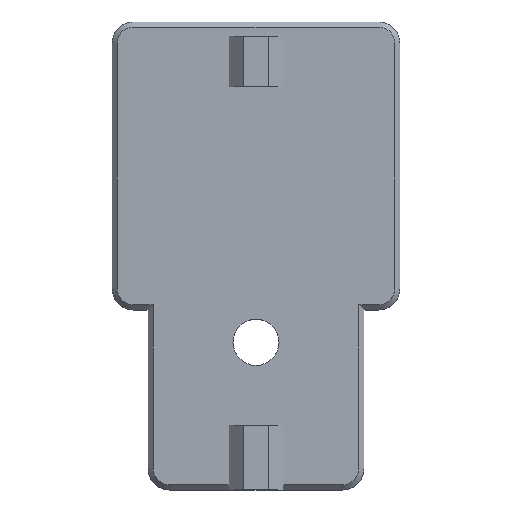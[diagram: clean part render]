
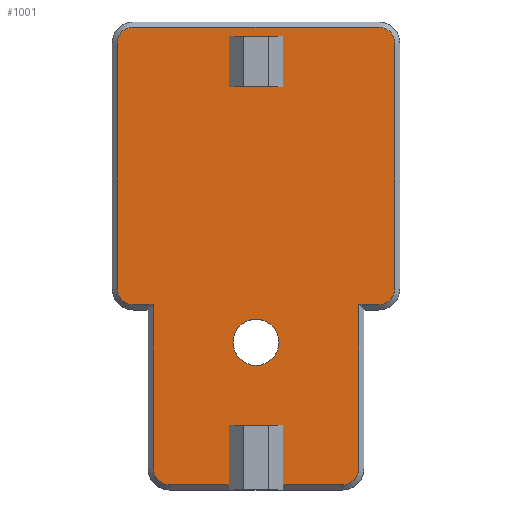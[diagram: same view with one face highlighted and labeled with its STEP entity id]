
A CAD part, top view. The second image highlights one B-rep face of the part: STEP entity #1001.
In plain terms, the highlighted planar face has unit normal (0, 0, 1).
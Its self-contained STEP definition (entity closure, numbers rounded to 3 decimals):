
#28=FACE_BOUND('',#147,.T.);
#29=FACE_BOUND('',#148,.T.);
#44=PLANE('',#1079);
#85=FACE_OUTER_BOUND('',#146,.T.);
#146=EDGE_LOOP('',(#754,#755,#756,#757,#758,#759,#760,#761,#762,#763,#764,
#765,#766,#767,#768,#769,#770,#771));
#147=EDGE_LOOP('',(#772));
#148=EDGE_LOOP('',(#773,#774,#775,#776));
#199=LINE('',#1466,#315);
#207=LINE('',#1484,#323);
#212=LINE('',#1492,#328);
#216=LINE('',#1500,#332);
#222=LINE('',#1514,#338);
#227=LINE('',#1523,#343);
#230=LINE('',#1529,#346);
#234=LINE('',#1537,#350);
#235=LINE('',#1539,#351);
#236=LINE('',#1543,#352);
#237=LINE('',#1545,#353);
#238=LINE('',#1549,#354);
#239=LINE('',#1553,#355);
#240=LINE('',#1557,#356);
#241=LINE('',#1561,#357);
#242=LINE('',#1563,#358);
#315=VECTOR('',#1167,1000.);
#323=VECTOR('',#1179,1000.);
#328=VECTOR('',#1186,1000.);
#332=VECTOR('',#1194,1000.);
#338=VECTOR('',#1206,1000.);
#343=VECTOR('',#1215,1000.);
#346=VECTOR('',#1220,1000.);
#350=VECTOR('',#1228,1000.);
#351=VECTOR('',#1229,1000.);
#352=VECTOR('',#1232,1000.);
#353=VECTOR('',#1233,1000.);
#354=VECTOR('',#1236,1000.);
#355=VECTOR('',#1239,1000.);
#356=VECTOR('',#1242,1000.);
#357=VECTOR('',#1245,1000.);
#358=VECTOR('',#1246,1000.);
#428=CIRCLE('',#1063,3.2);
#431=CIRCLE('',#1080,2.3);
#432=CIRCLE('',#1081,2.3);
#433=CIRCLE('',#1082,2.3);
#434=CIRCLE('',#1083,2.3);
#435=CIRCLE('',#1084,2.3);
#436=CIRCLE('',#1085,2.3);
#457=VERTEX_POINT('',#1452);
#462=VERTEX_POINT('',#1463);
#463=VERTEX_POINT('',#1465);
#470=VERTEX_POINT('',#1481);
#471=VERTEX_POINT('',#1483);
#479=VERTEX_POINT('',#1511);
#480=VERTEX_POINT('',#1513);
#482=VERTEX_POINT('',#1522);
#484=VERTEX_POINT('',#1528);
#486=VERTEX_POINT('',#1536);
#487=VERTEX_POINT('',#1538);
#488=VERTEX_POINT('',#1540);
#489=VERTEX_POINT('',#1542);
#490=VERTEX_POINT('',#1544);
#491=VERTEX_POINT('',#1546);
#492=VERTEX_POINT('',#1548);
#493=VERTEX_POINT('',#1550);
#494=VERTEX_POINT('',#1552);
#495=VERTEX_POINT('',#1554);
#496=VERTEX_POINT('',#1556);
#497=VERTEX_POINT('',#1558);
#498=VERTEX_POINT('',#1560);
#499=VERTEX_POINT('',#1562);
#544=EDGE_CURVE('',#457,#457,#428,.T.);
#550=EDGE_CURVE('',#463,#462,#199,.T.);
#558=EDGE_CURVE('',#471,#470,#207,.T.);
#563=EDGE_CURVE('',#462,#471,#212,.T.);
#567=EDGE_CURVE('',#470,#463,#216,.T.);
#573=EDGE_CURVE('',#480,#479,#222,.T.);
#578=EDGE_CURVE('',#482,#480,#227,.T.);
#581=EDGE_CURVE('',#484,#482,#230,.T.);
#585=EDGE_CURVE('',#484,#486,#234,.T.);
#586=EDGE_CURVE('',#487,#479,#235,.T.);
#587=EDGE_CURVE('',#488,#487,#431,.T.);
#588=EDGE_CURVE('',#489,#488,#236,.T.);
#589=EDGE_CURVE('',#490,#489,#237,.T.);
#590=EDGE_CURVE('',#491,#490,#432,.T.);
#591=EDGE_CURVE('',#492,#491,#238,.T.);
#592=EDGE_CURVE('',#493,#492,#433,.T.);
#593=EDGE_CURVE('',#494,#493,#239,.T.);
#594=EDGE_CURVE('',#495,#494,#434,.T.);
#595=EDGE_CURVE('',#496,#495,#240,.T.);
#596=EDGE_CURVE('',#497,#496,#435,.T.);
#597=EDGE_CURVE('',#498,#497,#241,.T.);
#598=EDGE_CURVE('',#499,#498,#242,.T.);
#599=EDGE_CURVE('',#486,#499,#436,.T.);
#754=ORIENTED_EDGE('',*,*,#585,.F.);
#755=ORIENTED_EDGE('',*,*,#581,.T.);
#756=ORIENTED_EDGE('',*,*,#578,.T.);
#757=ORIENTED_EDGE('',*,*,#573,.T.);
#758=ORIENTED_EDGE('',*,*,#586,.F.);
#759=ORIENTED_EDGE('',*,*,#587,.F.);
#760=ORIENTED_EDGE('',*,*,#588,.F.);
#761=ORIENTED_EDGE('',*,*,#589,.F.);
#762=ORIENTED_EDGE('',*,*,#590,.F.);
#763=ORIENTED_EDGE('',*,*,#591,.F.);
#764=ORIENTED_EDGE('',*,*,#592,.F.);
#765=ORIENTED_EDGE('',*,*,#593,.F.);
#766=ORIENTED_EDGE('',*,*,#594,.F.);
#767=ORIENTED_EDGE('',*,*,#595,.F.);
#768=ORIENTED_EDGE('',*,*,#596,.F.);
#769=ORIENTED_EDGE('',*,*,#597,.F.);
#770=ORIENTED_EDGE('',*,*,#598,.F.);
#771=ORIENTED_EDGE('',*,*,#599,.F.);
#772=ORIENTED_EDGE('',*,*,#544,.T.);
#773=ORIENTED_EDGE('',*,*,#563,.T.);
#774=ORIENTED_EDGE('',*,*,#558,.T.);
#775=ORIENTED_EDGE('',*,*,#567,.T.);
#776=ORIENTED_EDGE('',*,*,#550,.T.);
#1001=ADVANCED_FACE('',(#85,#28,#29),#44,.F.);
#1063=AXIS2_PLACEMENT_3D('',#1453,#1156,#1157);
#1079=AXIS2_PLACEMENT_3D('',#1535,#1226,#1227);
#1080=AXIS2_PLACEMENT_3D('',#1541,#1230,#1231);
#1081=AXIS2_PLACEMENT_3D('',#1547,#1234,#1235);
#1082=AXIS2_PLACEMENT_3D('',#1551,#1237,#1238);
#1083=AXIS2_PLACEMENT_3D('',#1555,#1240,#1241);
#1084=AXIS2_PLACEMENT_3D('',#1559,#1243,#1244);
#1085=AXIS2_PLACEMENT_3D('',#1564,#1247,#1248);
#1156=DIRECTION('center_axis',(0.,0.,-1.));
#1157=DIRECTION('ref_axis',(-1.,0.,0.));
#1167=DIRECTION('',(0.,1.,0.));
#1179=DIRECTION('',(0.,-1.,0.));
#1186=DIRECTION('',(1.,0.,0.));
#1194=DIRECTION('',(-1.,0.,0.));
#1206=DIRECTION('',(0.,-1.,0.));
#1215=DIRECTION('',(1.,0.,0.));
#1220=DIRECTION('',(0.,1.,0.));
#1226=DIRECTION('center_axis',(0.,0.,-1.));
#1227=DIRECTION('ref_axis',(1.,0.,0.));
#1228=DIRECTION('',(-1.,0.,0.));
#1229=DIRECTION('',(-1.,0.,0.));
#1230=DIRECTION('center_axis',(0.,0.,-1.));
#1231=DIRECTION('ref_axis',(0.707,-0.707,0.));
#1232=DIRECTION('',(0.,-1.,0.));
#1233=DIRECTION('',(-1.,0.,0.));
#1234=DIRECTION('center_axis',(0.,0.,-1.));
#1235=DIRECTION('ref_axis',(0.707,-0.707,0.));
#1236=DIRECTION('',(0.,-1.,0.));
#1237=DIRECTION('center_axis',(0.,0.,-1.));
#1238=DIRECTION('ref_axis',(0.707,0.707,0.));
#1239=DIRECTION('',(1.,0.,0.));
#1240=DIRECTION('center_axis',(0.,0.,-1.));
#1241=DIRECTION('ref_axis',(-0.707,0.707,0.));
#1242=DIRECTION('',(0.,1.,0.));
#1243=DIRECTION('center_axis',(0.,0.,-1.));
#1244=DIRECTION('ref_axis',(-0.707,-0.707,0.));
#1245=DIRECTION('',(-1.,0.,0.));
#1246=DIRECTION('',(0.,1.,0.));
#1247=DIRECTION('center_axis',(0.,0.,-1.));
#1248=DIRECTION('ref_axis',(-0.707,-0.707,0.));
#1452=CARTESIAN_POINT('',(3.2,260.5,-15.));
#1453=CARTESIAN_POINT('Origin',(0.,260.5,-15.));
#1463=CARTESIAN_POINT('',(-3.75,303.,-15.));
#1465=CARTESIAN_POINT('',(-3.75,296.,-15.));
#1466=CARTESIAN_POINT('',(-3.75,272.5,-15.));
#1481=CARTESIAN_POINT('',(3.75,296.,-15.));
#1483=CARTESIAN_POINT('',(3.75,303.,-15.));
#1484=CARTESIAN_POINT('',(3.75,272.5,-15.));
#1492=CARTESIAN_POINT('',(1.875,303.,-15.));
#1500=CARTESIAN_POINT('',(-1.875,296.,-15.));
#1511=CARTESIAN_POINT('',(3.75,240.7,-15.));
#1513=CARTESIAN_POINT('',(3.75,249.,-15.));
#1514=CARTESIAN_POINT('',(3.75,256.25,-15.));
#1522=CARTESIAN_POINT('',(-3.75,249.,-15.));
#1523=CARTESIAN_POINT('',(1.875,249.,-15.));
#1528=CARTESIAN_POINT('',(-3.75,240.7,-15.));
#1529=CARTESIAN_POINT('',(-3.75,260.75,-15.));
#1535=CARTESIAN_POINT('Origin',(0.,272.5,-15.));
#1536=CARTESIAN_POINT('',(-12.,240.7,-15.));
#1537=CARTESIAN_POINT('',(7.5,240.7,-15.));
#1538=CARTESIAN_POINT('',(12.,240.7,-15.));
#1539=CARTESIAN_POINT('',(7.5,240.7,-15.));
#1540=CARTESIAN_POINT('',(14.3,243.,-15.));
#1541=CARTESIAN_POINT('Origin',(12.,243.,-15.));
#1542=CARTESIAN_POINT('',(14.3,265.7,-15.));
#1543=CARTESIAN_POINT('',(14.3,288.75,-15.));
#1544=CARTESIAN_POINT('',(17.,265.7,-15.));
#1545=CARTESIAN_POINT('',(-10.,265.7,-15.));
#1546=CARTESIAN_POINT('',(19.3,268.,-15.));
#1547=CARTESIAN_POINT('Origin',(17.,268.,-15.));
#1548=CARTESIAN_POINT('',(19.3,302.,-15.));
#1549=CARTESIAN_POINT('',(19.3,268.75,-15.));
#1550=CARTESIAN_POINT('',(17.,304.3,-15.));
#1551=CARTESIAN_POINT('Origin',(17.,302.,-15.));
#1552=CARTESIAN_POINT('',(-17.,304.3,-15.));
#1553=CARTESIAN_POINT('',(-7.5,304.3,-15.));
#1554=CARTESIAN_POINT('',(-19.3,302.,-15.));
#1555=CARTESIAN_POINT('Origin',(-17.,302.,-15.));
#1556=CARTESIAN_POINT('',(-19.3,268.,-15.));
#1557=CARTESIAN_POINT('',(-19.3,288.75,-15.));
#1558=CARTESIAN_POINT('',(-17.,265.7,-15.));
#1559=CARTESIAN_POINT('Origin',(-17.,268.,-15.));
#1560=CARTESIAN_POINT('',(-14.3,265.7,-15.));
#1561=CARTESIAN_POINT('',(-10.,265.7,-15.));
#1562=CARTESIAN_POINT('',(-14.3,243.,-15.));
#1563=CARTESIAN_POINT('',(-14.3,256.25,-15.));
#1564=CARTESIAN_POINT('Origin',(-12.,243.,-15.));
